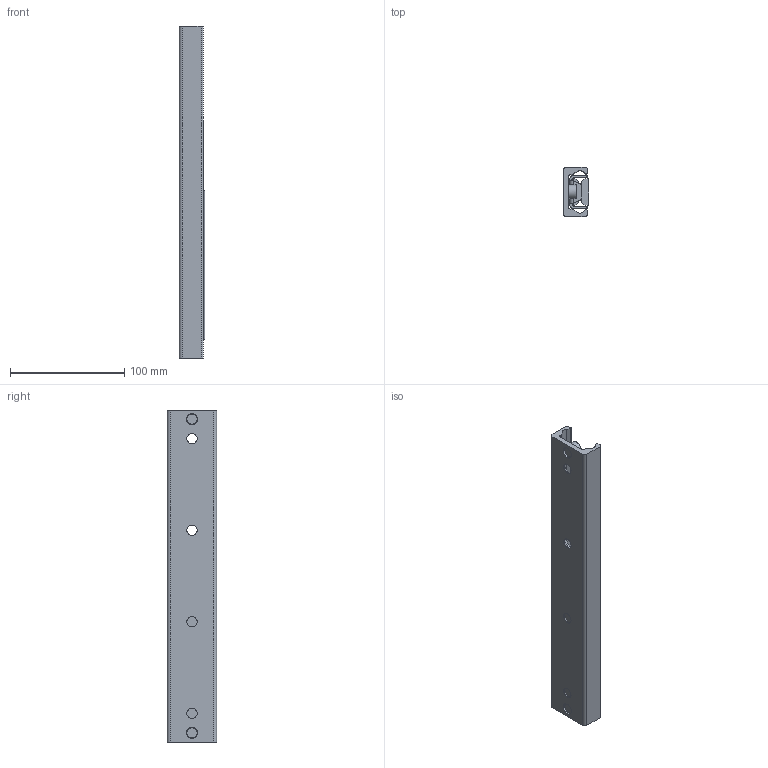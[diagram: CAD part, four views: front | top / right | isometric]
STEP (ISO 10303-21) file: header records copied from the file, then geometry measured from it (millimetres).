
FILE_DESCRIPTION((''),'2;1');
FILE_NAME('LCE 43-0290-0130.stp','2011-02-28T16:16:52',('MKoza'),(''),'Autodesk Inventor 2009','Autodesk Inventor 2009','');
FILE_SCHEMA(('AUTOMOTIVE_DESIGN { 1 0 10303 214 1 1 1 1 }'));
Length unit declared in the file: millimetre
Products named in the file (5): LCE 43; LLO 43; KF.LCE 43; + SC M10x0,75x3,2
Assembly tree (5 placements, depth 2):
  LCE 43
    LCE 43
    LLO 43
    KF.LCE 43
    + SC M10x0,75x3,2  x2
Bounding box: 22 x 43 x 290 mm (x, y, z)
Volume: 153850.5 mm3; surface area: 80255.4 mm2
Topology: 5 solids, 5 shells, 132 faces, 362 edges, 242 vertices
Faces by surface type: plane 67, cylinder 41, bspline 16, torus 6, cone 2
Full cylindrical faces by diameter (mm): 10 x2, 12 x2
Entity records: 4121 total; most frequent: CARTESIAN_POINT 977, DIRECTION 632, ORIENTED_EDGE 606, EDGE_CURVE 303, AXIS2_PLACEMENT_3D 224, VERTEX_POINT 213, VECTOR 184, LINE 184
